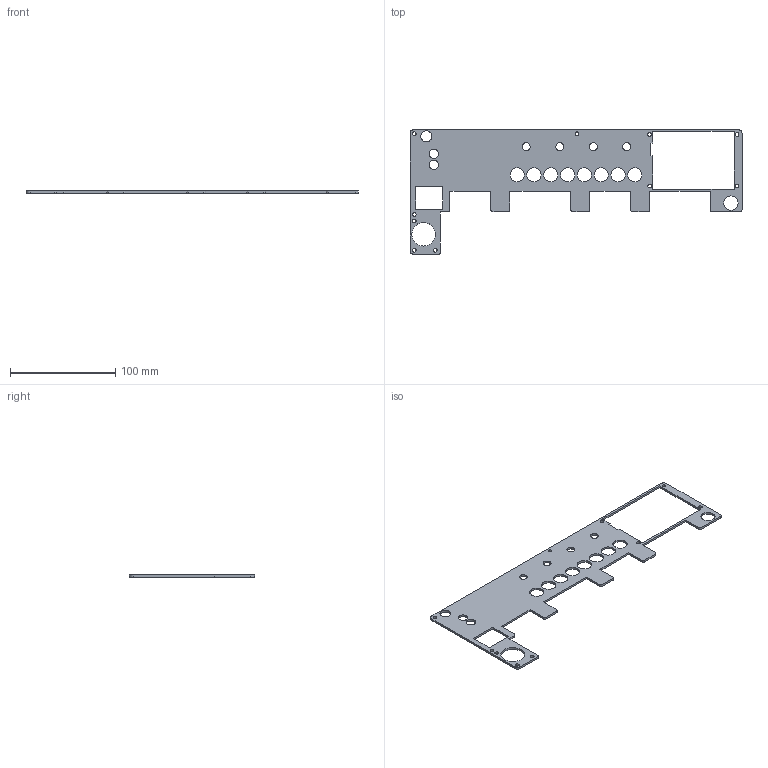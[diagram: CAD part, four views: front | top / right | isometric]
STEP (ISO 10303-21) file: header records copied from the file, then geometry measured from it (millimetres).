
FILE_DESCRIPTION(/* description */ (''),/* implementation_level */ '2;1');
FILE_NAME(/* name */ 'Top_Plate.step',/* time_stamp */ '2022-06-05T13:05:22+08:00',/* author */ (''),/* organization */ (''),/* preprocessor_version */ 'ST-DEVELOPER v18.1',/* originating_system */ 'Autodesk Translation Framework v10.14.0.1471',/* authorisation */ '');
FILE_SCHEMA (('AUTOMOTIVE_DESIGN { 1 0 10303 214 3 1 1 }'));
Length unit declared in the file: millimetre
Products named in the file (1): Top_Plate
Bounding box: 316 x 119 x 2 mm (x, y, z)
Volume: 30310.6 mm3; surface area: 34554.3 mm2
Topology: 1 solids, 1 shells, 79 faces, 231 edges, 154 vertices
Faces by surface type: cylinder 40, plane 39
Full cylindrical faces by diameter (mm): 3.5 x10, 7.5 x4, 9 x2, 10.5 x1, 13.5 x9, 22.5 x1
Entity records: 2794 total; most frequent: DIRECTION 471, CARTESIAN_POINT 465, ORIENTED_EDGE 462, EDGE_CURVE 231, AXIS2_PLACEMENT_3D 160, VERTEX_POINT 154, LINE 151, VECTOR 151
